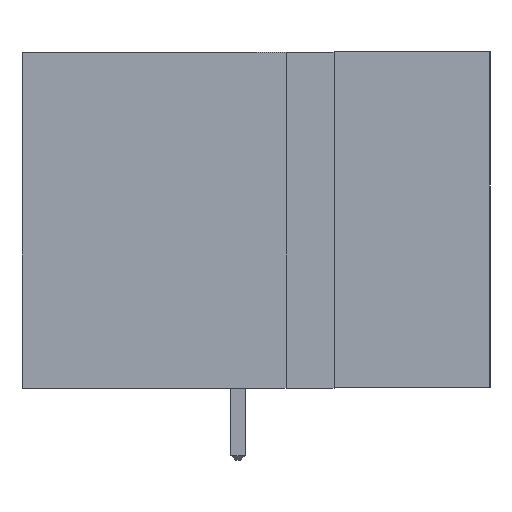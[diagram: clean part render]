
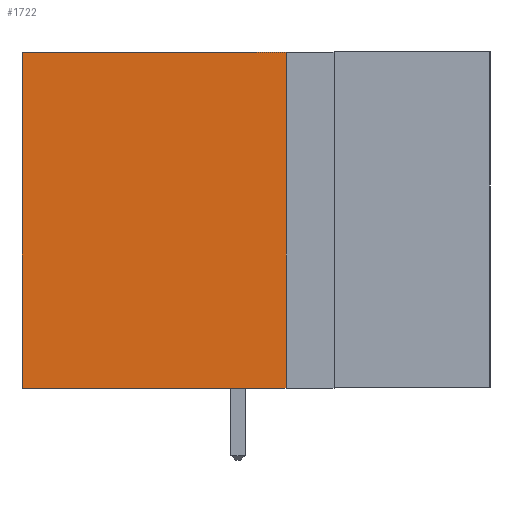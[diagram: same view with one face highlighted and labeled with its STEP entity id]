
A CAD part, left-side view. The second image highlights one B-rep face of the part: STEP entity #1722.
In plain terms, the highlighted planar face has unit normal (-1, 0, 0).
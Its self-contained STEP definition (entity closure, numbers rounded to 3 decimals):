
#126 = PLANE('',#127);
#127 = AXIS2_PLACEMENT_3D('',#128,#129,#130);
#128 = CARTESIAN_POINT('',(0.,0.,0.));
#129 = DIRECTION('',(0.,0.,1.));
#130 = DIRECTION('',(1.,0.,0.));
#303 = EDGE_CURVE('',#304,#306,#308,.T.);
#304 = VERTEX_POINT('',#305);
#305 = CARTESIAN_POINT('',(0.,0.,0.));
#306 = VERTEX_POINT('',#307);
#307 = CARTESIAN_POINT('',(0.,-11.,0.));
#308 = SURFACE_CURVE('',#309,(#313,#320),.PCURVE_S1.);
#309 = LINE('',#310,#311);
#310 = CARTESIAN_POINT('',(0.,0.,0.));
#311 = VECTOR('',#312,1.);
#312 = DIRECTION('',(0.,-1.,0.));
#313 = PCURVE('',#126,#314);
#314 = DEFINITIONAL_REPRESENTATION('',(#315),#319);
#315 = LINE('',#316,#317);
#316 = CARTESIAN_POINT('',(0.,0.));
#317 = VECTOR('',#318,1.);
#318 = DIRECTION('',(0.,-1.));
#319 = ( GEOMETRIC_REPRESENTATION_CONTEXT(2) 
PARAMETRIC_REPRESENTATION_CONTEXT() REPRESENTATION_CONTEXT('2D SPACE',''
  ) );
#320 = PCURVE('',#321,#326);
#321 = PLANE('',#322);
#322 = AXIS2_PLACEMENT_3D('',#323,#324,#325);
#323 = CARTESIAN_POINT('',(0.,0.,14.));
#324 = DIRECTION('',(1.,0.,0.));
#325 = DIRECTION('',(0.,0.,-1.));
#326 = DEFINITIONAL_REPRESENTATION('',(#327),#331);
#327 = LINE('',#328,#329);
#328 = CARTESIAN_POINT('',(14.,0.));
#329 = VECTOR('',#330,1.);
#330 = DIRECTION('',(0.,-1.));
#331 = ( GEOMETRIC_REPRESENTATION_CONTEXT(2) 
PARAMETRIC_REPRESENTATION_CONTEXT() REPRESENTATION_CONTEXT('2D SPACE',''
  ) );
#349 = PLANE('',#350);
#350 = AXIS2_PLACEMENT_3D('',#351,#352,#353);
#351 = CARTESIAN_POINT('',(28.65,-11.,7.));
#352 = DIRECTION('',(0.,-1.,0.));
#353 = DIRECTION('',(0.,0.,-1.));
#431 = PLANE('',#432);
#432 = AXIS2_PLACEMENT_3D('',#433,#434,#435);
#433 = CARTESIAN_POINT('',(28.65,0.,7.));
#434 = DIRECTION('',(0.,-1.,0.));
#435 = DIRECTION('',(0.,0.,-1.));
#1722 = ADVANCED_FACE('',(#1723),#321,.F.);
#1723 = FACE_BOUND('',#1724,.F.);
#1724 = EDGE_LOOP('',(#1725,#1755,#1776,#1777));
#1725 = ORIENTED_EDGE('',*,*,#1726,.T.);
#1726 = EDGE_CURVE('',#1727,#1729,#1731,.T.);
#1727 = VERTEX_POINT('',#1728);
#1728 = CARTESIAN_POINT('',(0.,0.,14.));
#1729 = VERTEX_POINT('',#1730);
#1730 = CARTESIAN_POINT('',(0.,-11.,14.));
#1731 = SURFACE_CURVE('',#1732,(#1736,#1743),.PCURVE_S1.);
#1732 = LINE('',#1733,#1734);
#1733 = CARTESIAN_POINT('',(0.,0.,14.));
#1734 = VECTOR('',#1735,1.);
#1735 = DIRECTION('',(0.,-1.,0.));
#1736 = PCURVE('',#321,#1737);
#1737 = DEFINITIONAL_REPRESENTATION('',(#1738),#1742);
#1738 = LINE('',#1739,#1740);
#1739 = CARTESIAN_POINT('',(0.,0.));
#1740 = VECTOR('',#1741,1.);
#1741 = DIRECTION('',(0.,-1.));
#1742 = ( GEOMETRIC_REPRESENTATION_CONTEXT(2) 
PARAMETRIC_REPRESENTATION_CONTEXT() REPRESENTATION_CONTEXT('2D SPACE',''
  ) );
#1743 = PCURVE('',#1744,#1749);
#1744 = PLANE('',#1745);
#1745 = AXIS2_PLACEMENT_3D('',#1746,#1747,#1748);
#1746 = CARTESIAN_POINT('',(57.3,0.,14.));
#1747 = DIRECTION('',(0.,0.,-1.));
#1748 = DIRECTION('',(-1.,0.,0.));
#1749 = DEFINITIONAL_REPRESENTATION('',(#1750),#1754);
#1750 = LINE('',#1751,#1752);
#1751 = CARTESIAN_POINT('',(57.3,0.));
#1752 = VECTOR('',#1753,1.);
#1753 = DIRECTION('',(0.,-1.));
#1754 = ( GEOMETRIC_REPRESENTATION_CONTEXT(2) 
PARAMETRIC_REPRESENTATION_CONTEXT() REPRESENTATION_CONTEXT('2D SPACE',''
  ) );
#1755 = ORIENTED_EDGE('',*,*,#1756,.T.);
#1756 = EDGE_CURVE('',#1729,#306,#1757,.T.);
#1757 = SURFACE_CURVE('',#1758,(#1762,#1769),.PCURVE_S1.);
#1758 = LINE('',#1759,#1760);
#1759 = CARTESIAN_POINT('',(0.,-11.,14.));
#1760 = VECTOR('',#1761,1.);
#1761 = DIRECTION('',(0.,0.,-1.));
#1762 = PCURVE('',#321,#1763);
#1763 = DEFINITIONAL_REPRESENTATION('',(#1764),#1768);
#1764 = LINE('',#1765,#1766);
#1765 = CARTESIAN_POINT('',(0.,-11.));
#1766 = VECTOR('',#1767,1.);
#1767 = DIRECTION('',(1.,0.));
#1768 = ( GEOMETRIC_REPRESENTATION_CONTEXT(2) 
PARAMETRIC_REPRESENTATION_CONTEXT() REPRESENTATION_CONTEXT('2D SPACE',''
  ) );
#1769 = PCURVE('',#349,#1770);
#1770 = DEFINITIONAL_REPRESENTATION('',(#1771),#1775);
#1771 = LINE('',#1772,#1773);
#1772 = CARTESIAN_POINT('',(-7.,-28.65));
#1773 = VECTOR('',#1774,1.);
#1774 = DIRECTION('',(1.,0.));
#1775 = ( GEOMETRIC_REPRESENTATION_CONTEXT(2) 
PARAMETRIC_REPRESENTATION_CONTEXT() REPRESENTATION_CONTEXT('2D SPACE',''
  ) );
#1776 = ORIENTED_EDGE('',*,*,#303,.F.);
#1777 = ORIENTED_EDGE('',*,*,#1778,.F.);
#1778 = EDGE_CURVE('',#1727,#304,#1779,.T.);
#1779 = SURFACE_CURVE('',#1780,(#1784,#1791),.PCURVE_S1.);
#1780 = LINE('',#1781,#1782);
#1781 = CARTESIAN_POINT('',(0.,0.,14.));
#1782 = VECTOR('',#1783,1.);
#1783 = DIRECTION('',(0.,0.,-1.));
#1784 = PCURVE('',#321,#1785);
#1785 = DEFINITIONAL_REPRESENTATION('',(#1786),#1790);
#1786 = LINE('',#1787,#1788);
#1787 = CARTESIAN_POINT('',(0.,0.));
#1788 = VECTOR('',#1789,1.);
#1789 = DIRECTION('',(1.,0.));
#1790 = ( GEOMETRIC_REPRESENTATION_CONTEXT(2) 
PARAMETRIC_REPRESENTATION_CONTEXT() REPRESENTATION_CONTEXT('2D SPACE',''
  ) );
#1791 = PCURVE('',#431,#1792);
#1792 = DEFINITIONAL_REPRESENTATION('',(#1793),#1797);
#1793 = LINE('',#1794,#1795);
#1794 = CARTESIAN_POINT('',(-7.,-28.65));
#1795 = VECTOR('',#1796,1.);
#1796 = DIRECTION('',(1.,0.));
#1797 = ( GEOMETRIC_REPRESENTATION_CONTEXT(2) 
PARAMETRIC_REPRESENTATION_CONTEXT() REPRESENTATION_CONTEXT('2D SPACE',''
  ) );
